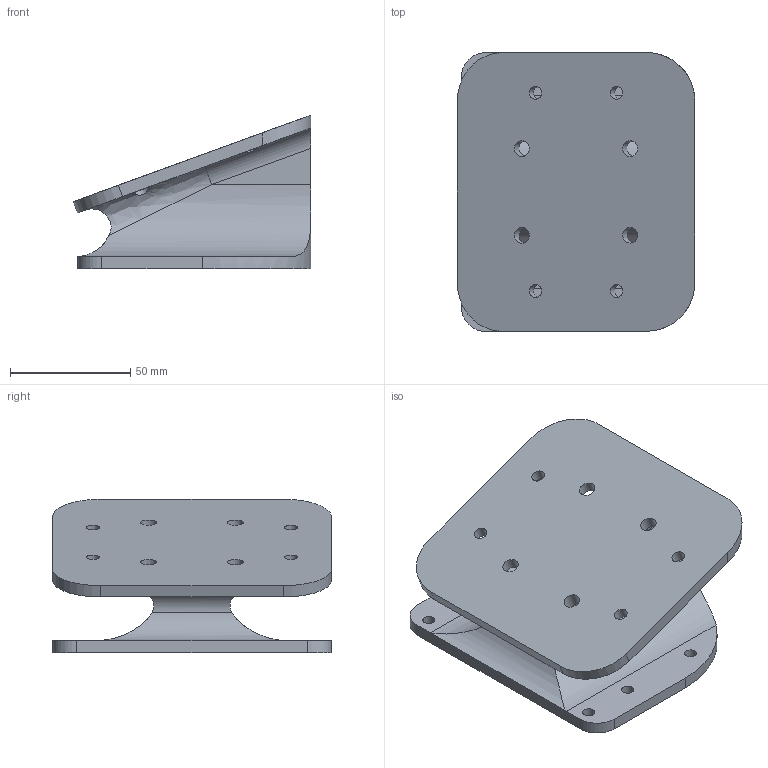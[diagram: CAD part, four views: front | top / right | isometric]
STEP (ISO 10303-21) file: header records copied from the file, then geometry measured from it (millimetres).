
FILE_DESCRIPTION(/* description */ ('STEP AP214'),/* implementation_level */ '2;1');
FILE_NAME(/* name */ '031_Mid360_Adapter.step',/* time_stamp */ '2025-11-22T19:19:37+01:00',/* author */ (''),/* organization */ (''),/* preprocessor_version */ 'ST-DEVELOPER v20.1',/* originating_system */ 'Autodesk Translation Framework v14.21.0.0',/* authorisation */ '');
FILE_SCHEMA (('AUTOMOTIVE_DESIGN { 1 0 10303 214 3 1 1 }'));
Length unit declared in the file: millimetre
Products named in the file (2): 2025-11-22-13-23-48-229; 2025-11-22-14-29-51-225
Assembly tree (1 placements, depth 2):
  2025-11-22-13-23-48-229
    2025-11-22-14-29-51-225
Bounding box: 98.75 x 116 x 63.85 mm (x, y, z)
Volume: 211077 mm3; surface area: 50618.3 mm2
Topology: 1 solids, 1 shells, 44 faces, 134 edges, 88 vertices
Faces by surface type: cylinder 28, plane 14, bspline 2
Full cylindrical faces by diameter (mm): 5 x6, 5.4 x4, 6.6 x4
Entity records: 1906 total; most frequent: CARTESIAN_POINT 569, ORIENTED_EDGE 268, DIRECTION 268, EDGE_CURVE 134, AXIS2_PLACEMENT_3D 103, VERTEX_POINT 88, EDGE_LOOP 68, LINE 62
